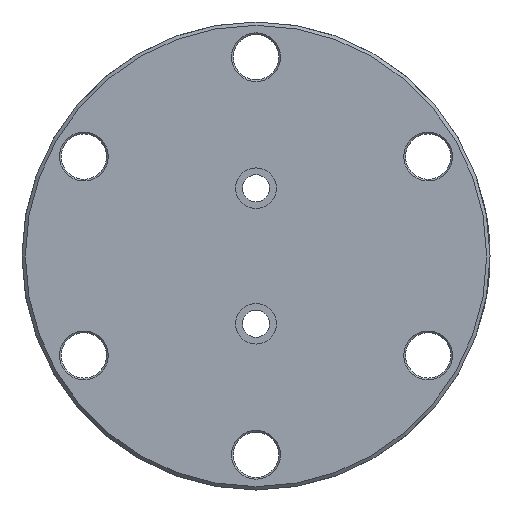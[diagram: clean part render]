
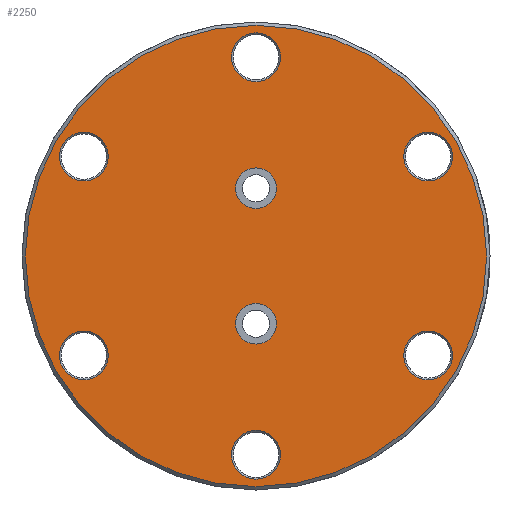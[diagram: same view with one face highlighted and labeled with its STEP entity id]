
A CAD part, front view. The second image highlights one B-rep face of the part: STEP entity #2250.
In plain terms, the highlighted planar face has unit normal (0, -1, 0).
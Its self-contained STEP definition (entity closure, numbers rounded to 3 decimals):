
#212=FACE_BOUND('',#423,.T.);
#213=FACE_BOUND('',#424,.T.);
#214=FACE_BOUND('',#425,.T.);
#215=FACE_BOUND('',#426,.T.);
#216=FACE_BOUND('',#427,.T.);
#217=FACE_BOUND('',#428,.T.);
#218=FACE_BOUND('',#429,.T.);
#219=FACE_BOUND('',#430,.T.);
#237=PLANE('',#2455);
#290=FACE_OUTER_BOUND('',#422,.T.);
#422=EDGE_LOOP('',(#1547));
#423=EDGE_LOOP('',(#1548));
#424=EDGE_LOOP('',(#1549));
#425=EDGE_LOOP('',(#1550));
#426=EDGE_LOOP('',(#1551));
#427=EDGE_LOOP('',(#1552));
#428=EDGE_LOOP('',(#1553));
#429=EDGE_LOOP('',(#1554));
#430=EDGE_LOOP('',(#1555));
#852=CIRCLE('',#2446,3.);
#854=CIRCLE('',#2449,3.);
#858=CIRCLE('',#2454,34.05);
#859=CIRCLE('',#2456,3.6);
#860=CIRCLE('',#2457,3.6);
#861=CIRCLE('',#2458,3.6);
#862=CIRCLE('',#2459,3.6);
#863=CIRCLE('',#2460,3.6);
#864=CIRCLE('',#2461,3.6);
#947=VERTEX_POINT('',#3237);
#949=VERTEX_POINT('',#3243);
#953=VERTEX_POINT('',#3253);
#954=VERTEX_POINT('',#3257);
#955=VERTEX_POINT('',#3259);
#956=VERTEX_POINT('',#3261);
#957=VERTEX_POINT('',#3263);
#958=VERTEX_POINT('',#3265);
#959=VERTEX_POINT('',#3267);
#1179=EDGE_CURVE('',#947,#947,#852,.T.);
#1182=EDGE_CURVE('',#949,#949,#854,.T.);
#1188=EDGE_CURVE('',#953,#953,#858,.T.);
#1189=EDGE_CURVE('',#954,#954,#859,.T.);
#1190=EDGE_CURVE('',#955,#955,#860,.T.);
#1191=EDGE_CURVE('',#956,#956,#861,.T.);
#1192=EDGE_CURVE('',#957,#957,#862,.T.);
#1193=EDGE_CURVE('',#958,#958,#863,.T.);
#1194=EDGE_CURVE('',#959,#959,#864,.T.);
#1547=ORIENTED_EDGE('',*,*,#1188,.F.);
#1548=ORIENTED_EDGE('',*,*,#1179,.T.);
#1549=ORIENTED_EDGE('',*,*,#1182,.T.);
#1550=ORIENTED_EDGE('',*,*,#1189,.F.);
#1551=ORIENTED_EDGE('',*,*,#1190,.F.);
#1552=ORIENTED_EDGE('',*,*,#1191,.F.);
#1553=ORIENTED_EDGE('',*,*,#1192,.F.);
#1554=ORIENTED_EDGE('',*,*,#1193,.F.);
#1555=ORIENTED_EDGE('',*,*,#1194,.F.);
#2250=ADVANCED_FACE('',(#290,#212,#213,#214,#215,#216,#217,#218,#219),#237,
 .T.);
#2446=AXIS2_PLACEMENT_3D('',#3238,#2675,#2676);
#2449=AXIS2_PLACEMENT_3D('',#3244,#2682,#2683);
#2454=AXIS2_PLACEMENT_3D('',#3255,#2694,#2695);
#2455=AXIS2_PLACEMENT_3D('',#3256,#2696,#2697);
#2456=AXIS2_PLACEMENT_3D('',#3258,#2698,#2699);
#2457=AXIS2_PLACEMENT_3D('',#3260,#2700,#2701);
#2458=AXIS2_PLACEMENT_3D('',#3262,#2702,#2703);
#2459=AXIS2_PLACEMENT_3D('',#3264,#2704,#2705);
#2460=AXIS2_PLACEMENT_3D('',#3266,#2706,#2707);
#2461=AXIS2_PLACEMENT_3D('',#3268,#2708,#2709);
#2675=DIRECTION('center_axis',(0.,1.,0.));
#2676=DIRECTION('ref_axis',(-1.,0.,0.));
#2682=DIRECTION('center_axis',(0.,1.,0.));
#2683=DIRECTION('ref_axis',(-1.,0.,0.));
#2694=DIRECTION('center_axis',(0.,1.,0.));
#2695=DIRECTION('ref_axis',(1.,0.,0.));
#2696=DIRECTION('center_axis',(0.,-1.,0.));
#2697=DIRECTION('ref_axis',(0.,0.,-1.));
#2698=DIRECTION('center_axis',(0.,-1.,0.));
#2699=DIRECTION('ref_axis',(0.5,0.,0.866));
#2700=DIRECTION('center_axis',(0.,-1.,0.));
#2701=DIRECTION('ref_axis',(-1.,0.,0.));
#2702=DIRECTION('center_axis',(0.,-1.,0.));
#2703=DIRECTION('ref_axis',(0.5,0.,-0.866));
#2704=DIRECTION('center_axis',(0.,-1.,0.));
#2705=DIRECTION('ref_axis',(1.,0.,0.));
#2706=DIRECTION('center_axis',(0.,-1.,0.));
#2707=DIRECTION('ref_axis',(-0.5,0.,-0.866));
#2708=DIRECTION('center_axis',(0.,-1.,0.));
#2709=DIRECTION('ref_axis',(-0.5,0.,0.866));
#3237=CARTESIAN_POINT('',(3.,0.,-10.));
#3238=CARTESIAN_POINT('Origin',(0.,0.,-10.));
#3243=CARTESIAN_POINT('',(3.,0.,10.));
#3244=CARTESIAN_POINT('Origin',(0.,0.,10.));
#3253=CARTESIAN_POINT('',(-34.05,0.,0.));
#3255=CARTESIAN_POINT('Origin',(0.,0.,0.));
#3256=CARTESIAN_POINT('Origin',(-34.55,0.,0.));
#3257=CARTESIAN_POINT('',(23.618,0.,-17.793));
#3258=CARTESIAN_POINT('Origin',(25.418,0.,-14.675));
#3259=CARTESIAN_POINT('',(3.6,0.,29.35));
#3260=CARTESIAN_POINT('Origin',(0.,0.,29.35));
#3261=CARTESIAN_POINT('',(-27.218,0.,-11.557));
#3262=CARTESIAN_POINT('Origin',(-25.418,0.,-14.675));
#3263=CARTESIAN_POINT('',(-3.6,0.,-29.35));
#3264=CARTESIAN_POINT('Origin',(0.,0.,-29.35));
#3265=CARTESIAN_POINT('',(-23.618,0.,17.793));
#3266=CARTESIAN_POINT('Origin',(-25.418,0.,14.675));
#3267=CARTESIAN_POINT('',(27.218,0.,11.557));
#3268=CARTESIAN_POINT('Origin',(25.418,0.,14.675));
